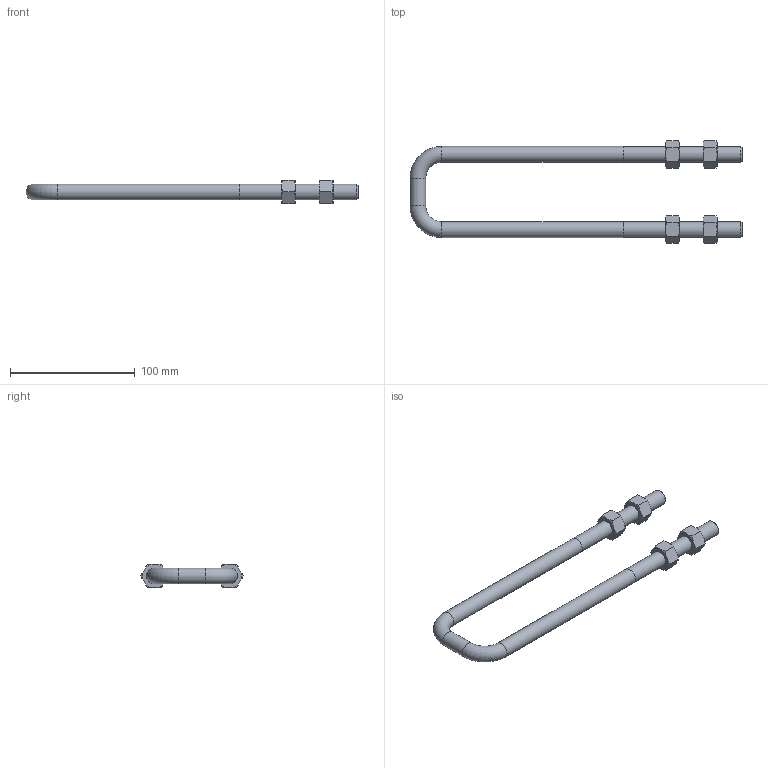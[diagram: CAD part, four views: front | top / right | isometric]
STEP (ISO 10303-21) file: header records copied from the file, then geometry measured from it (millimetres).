
FILE_DESCRIPTION(/* description */ (''),/* implementation_level */ '2;1');
FILE_NAME(/* name */ 'HC19-250 HOOK ASSEMBLY.stp',/* time_stamp */ '2021-10-14T15:54:40+01:00',/* author */ ('Sandfield Engineering'),/* organization */ ('Sandfield Engineering'),/* preprocessor_version */ 'ST-DEVELOPER v18.1',/* originating_system */ 'Autodesk Inventor 2021',/* authorisation */ '');
FILE_SCHEMA (('AUTOMOTIVE_DESIGN { 1 0 10303 214 3 1 1 }'));
Length unit declared in the file: millimetre
Products named in the file (3): HC19-250 HOOK ASSEMBLY; HC19 HOOK 250; ANSI B18.2.2 - 1_2 - 13(2)
Assembly tree (5 placements, depth 2):
  HC19-250 HOOK ASSEMBLY
    HC19 HOOK 250
    ANSI B18.2.2 - 1_2 - 13(2)  x4
Bounding box: 266.35 x 82.32 x 19.05 mm (x, y, z)
Volume: 81280 mm3; surface area: 28694.1 mm2
Topology: 5 solids, 5 shells, 105 faces, 229 edges, 136 vertices
Faces by surface type: cone 58, plane 36, cylinder 9, torus 2
Full cylindrical faces by diameter (mm): 10.592 x4, 12.69 x2, 12.7 x3
Entity records: 1132 total; most frequent: CARTESIAN_POINT 220, DIRECTION 182, ORIENTED_EDGE 158, AXIS2_PLACEMENT_3D 83, EDGE_CURVE 79, VERTEX_POINT 49, EDGE_LOOP 40, CIRCLE 39
